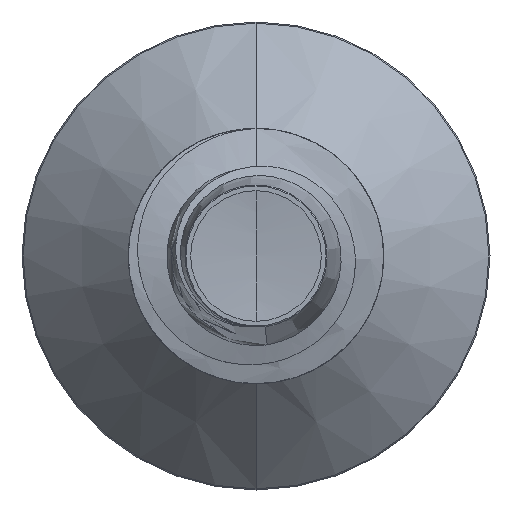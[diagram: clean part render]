
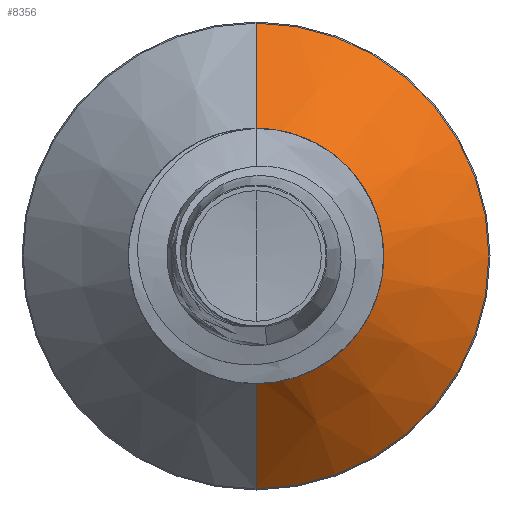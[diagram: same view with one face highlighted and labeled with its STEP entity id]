
A CAD part, front view. The second image highlights one B-rep face of the part: STEP entity #8356.
In plain terms, the highlighted conical face has half-angle 45 degrees and reference radius 1.414 mm.
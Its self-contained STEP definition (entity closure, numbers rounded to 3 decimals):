
#193 = VECTOR ( 'NONE', #2220, 1000. ) ;
#625 = CIRCLE ( 'NONE', #18559, 2.737 ) ;
#1588 = CARTESIAN_POINT ( 'NONE',  ( 0., 15.614, 0. ) ) ;
#2150 = CIRCLE ( 'NONE', #19692, 1.414 ) ;
#2220 = DIRECTION ( 'NONE',  ( 0., 0.707, -0.707 ) ) ;
#3787 = ORIENTED_EDGE ( 'NONE', *, *, #11818, .T. ) ;
#3994 = DIRECTION ( 'NONE',  ( 0., 0., 1. ) ) ;
#4757 = VECTOR ( 'NONE', #21910, 1000. ) ;
#5833 = LINE ( 'NONE', #11304, #193 ) ;
#6519 = EDGE_LOOP ( 'NONE', ( #3787, #16540, #14021, #12336 ) ) ;
#7480 = VERTEX_POINT ( 'NONE', #18593 ) ;
#8356 = ADVANCED_FACE ( 'NONE', ( #20566 ), #10370, .T. ) ;
#8527 = CARTESIAN_POINT ( 'NONE',  ( 0., 16.937, 0. ) ) ;
#10370 = CONICAL_SURFACE ( 'NONE', #12654, 1.414, 0.785 ) ;
#10684 = DIRECTION ( 'NONE',  ( 0., 0., 1. ) ) ;
#11304 = CARTESIAN_POINT ( 'NONE',  ( 0., 15.614, -1.414 ) ) ;
#11674 = EDGE_CURVE ( 'NONE', #7480, #15728, #625, .T. ) ;
#11818 = EDGE_CURVE ( 'NONE', #20754, #22781, #2150, .T. ) ;
#12336 = ORIENTED_EDGE ( 'NONE', *, *, #12946, .F. ) ;
#12486 = CARTESIAN_POINT ( 'NONE',  ( 0., 15.614, 0. ) ) ;
#12622 = DIRECTION ( 'NONE',  ( 0., 0., 1. ) ) ;
#12654 = AXIS2_PLACEMENT_3D ( 'NONE', #12486, #13079, #12622 ) ;
#12946 = EDGE_CURVE ( 'NONE', #20754, #7480, #23425, .T. ) ;
#13079 = DIRECTION ( 'NONE',  ( 0., 1., 0. ) ) ;
#14021 = ORIENTED_EDGE ( 'NONE', *, *, #11674, .F. ) ;
#14265 = CARTESIAN_POINT ( 'NONE',  ( 0., 15.614, 1.414 ) ) ;
#14969 = CARTESIAN_POINT ( 'NONE',  ( 0., 16.937, -2.737 ) ) ;
#15728 = VERTEX_POINT ( 'NONE', #14969 ) ;
#16337 = DIRECTION ( 'NONE',  ( 0., 1., 0. ) ) ;
#16540 = ORIENTED_EDGE ( 'NONE', *, *, #21778, .T. ) ;
#18559 = AXIS2_PLACEMENT_3D ( 'NONE', #8527, #21384, #10684 ) ;
#18593 = CARTESIAN_POINT ( 'NONE',  ( 0., 16.937, 2.737 ) ) ;
#18978 = CARTESIAN_POINT ( 'NONE',  ( 0., 15.614, -1.414 ) ) ;
#19692 = AXIS2_PLACEMENT_3D ( 'NONE', #1588, #16337, #3994 ) ;
#20566 = FACE_OUTER_BOUND ( 'NONE', #6519, .T. ) ;
#20754 = VERTEX_POINT ( 'NONE', #14265 ) ;
#21384 = DIRECTION ( 'NONE',  ( 0., 1., 0. ) ) ;
#21778 = EDGE_CURVE ( 'NONE', #22781, #15728, #5833, .T. ) ;
#21910 = DIRECTION ( 'NONE',  ( 0., 0.707, 0.707 ) ) ;
#22781 = VERTEX_POINT ( 'NONE', #18978 ) ;
#23425 = LINE ( 'NONE', #24708, #4757 ) ;
#24708 = CARTESIAN_POINT ( 'NONE',  ( 0., 15.614, 1.414 ) ) ;
